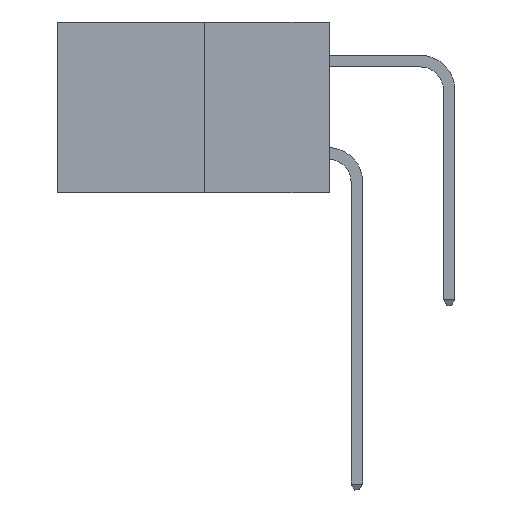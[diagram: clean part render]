
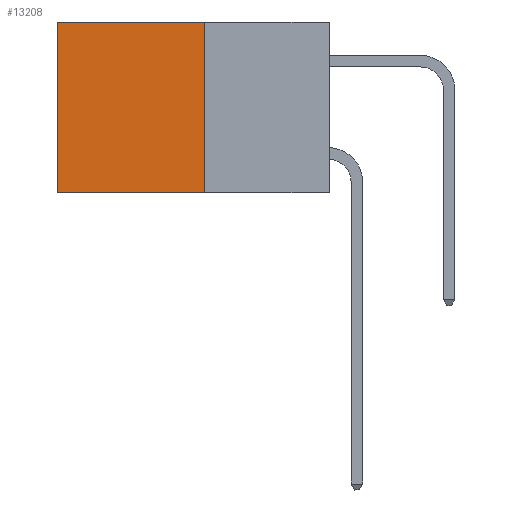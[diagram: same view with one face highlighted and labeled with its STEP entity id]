
A CAD part, left-side view. The second image highlights one B-rep face of the part: STEP entity #13208.
In plain terms, the highlighted planar face has unit normal (-1, 0, 0).
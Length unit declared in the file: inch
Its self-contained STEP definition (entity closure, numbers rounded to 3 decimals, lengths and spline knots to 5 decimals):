
#3066 = PLANE ( 'NONE',  #6501 ) ;
#3229 = LINE ( 'NONE', #3529, #22528 ) ;
#3529 = CARTESIAN_POINT ( 'NONE',  ( 0.277, 0.27, -0.37 ) ) ;
#5257 = ORIENTED_EDGE ( 'NONE', *, *, #12228, .T. ) ;
#5584 = DIRECTION ( 'NONE',  ( 1., 0., 0. ) ) ;
#6059 = LINE ( 'NONE', #8416, #24564 ) ;
#6501 = AXIS2_PLACEMENT_3D ( 'NONE', #20698, #5584, #23217 ) ;
#7241 = EDGE_CURVE ( 'NONE', #14778, #15301, #29326, .T. ) ;
#8225 = CARTESIAN_POINT ( 'NONE',  ( 0.277, 0.27, 0. ) ) ;
#8416 = CARTESIAN_POINT ( 'NONE',  ( 0.277, 0.27, 0. ) ) ;
#8454 = ORIENTED_EDGE ( 'NONE', *, *, #32038, .F. ) ;
#12228 = EDGE_CURVE ( 'NONE', #31291, #14778, #6059, .T. ) ;
#12628 = CARTESIAN_POINT ( 'NONE',  ( 0.277, 0.59, -0.37 ) ) ;
#13208 = ADVANCED_FACE ( 'NONE', ( #22525 ), #3066, .F. ) ;
#14615 = DIRECTION ( 'NONE',  ( 0., 0., -1. ) ) ;
#14778 = VERTEX_POINT ( 'NONE', #31231 ) ;
#14963 = EDGE_CURVE ( 'NONE', #25201, #15301, #3229, .T. ) ;
#15272 = VECTOR ( 'NONE', #14615, 39.37008 ) ;
#15301 = VERTEX_POINT ( 'NONE', #12628 ) ;
#15891 = DIRECTION ( 'NONE',  ( 0., 0., -1. ) ) ;
#18985 = ORIENTED_EDGE ( 'NONE', *, *, #7241, .T. ) ;
#19773 = VECTOR ( 'NONE', #15891, 39.37008 ) ;
#20127 = CARTESIAN_POINT ( 'NONE',  ( 0.277, 0.59, -0.37 ) ) ;
#20518 = LINE ( 'NONE', #25740, #19773 ) ;
#20698 = CARTESIAN_POINT ( 'NONE',  ( 0.277, 0.27, -0.37 ) ) ;
#21142 = DIRECTION ( 'NONE',  ( 0., 1., 0. ) ) ;
#22163 = CARTESIAN_POINT ( 'NONE',  ( 0.277, 0.27, -0.37 ) ) ;
#22525 = FACE_OUTER_BOUND ( 'NONE', #26489, .T. ) ;
#22528 = VECTOR ( 'NONE', #21142, 39.37008 ) ;
#23217 = DIRECTION ( 'NONE',  ( 0., 0., -1. ) ) ;
#24564 = VECTOR ( 'NONE', #28515, 39.37008 ) ;
#25201 = VERTEX_POINT ( 'NONE', #22163 ) ;
#25740 = CARTESIAN_POINT ( 'NONE',  ( 0.277, 0.27, -0.37 ) ) ;
#26489 = EDGE_LOOP ( 'NONE', ( #18985, #29602, #8454, #5257 ) ) ;
#28515 = DIRECTION ( 'NONE',  ( 0., 1., 0. ) ) ;
#29326 = LINE ( 'NONE', #20127, #15272 ) ;
#29602 = ORIENTED_EDGE ( 'NONE', *, *, #14963, .F. ) ;
#31231 = CARTESIAN_POINT ( 'NONE',  ( 0.277, 0.59, 0. ) ) ;
#31291 = VERTEX_POINT ( 'NONE', #8225 ) ;
#32038 = EDGE_CURVE ( 'NONE', #31291, #25201, #20518, .T. ) ;
